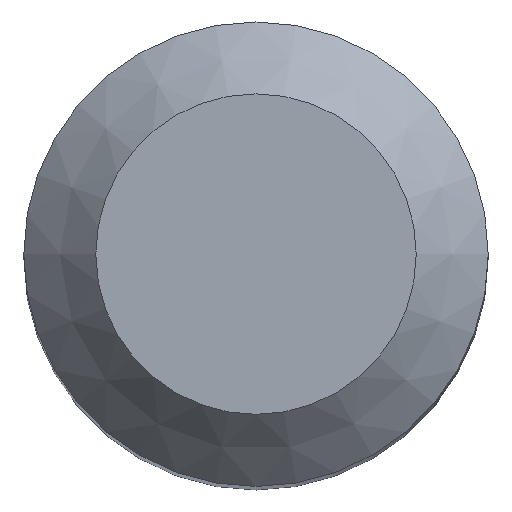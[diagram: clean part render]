
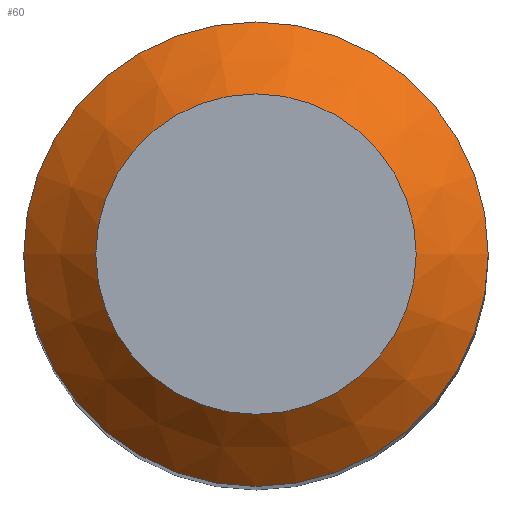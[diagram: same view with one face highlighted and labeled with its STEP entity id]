
A CAD part, top view. The second image highlights one B-rep face of the part: STEP entity #60.
In plain terms, the highlighted conical face has half-angle 45 degrees and reference radius 4 mm.
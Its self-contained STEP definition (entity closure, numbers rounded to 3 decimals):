
#43=CONICAL_SURFACE('',#217,4.,45.);
#60=ADVANCED_FACE('',(#76,#77),#43,.T.);
#76=FACE_BOUND('',#95,.T.);
#77=FACE_BOUND('',#96,.T.);
#95=EDGE_LOOP('',(#115));
#96=EDGE_LOOP('',(#116));
#115=ORIENTED_EDGE('',*,*,#143,.T.);
#116=ORIENTED_EDGE('',*,*,#144,.F.);
#132=VERTEX_POINT('',#320);
#133=VERTEX_POINT('',#323);
#143=EDGE_CURVE('',#132,#132,#153,.T.);
#144=EDGE_CURVE('',#133,#133,#154,.T.);
#153=CIRCLE('',#214,2.76);
#154=CIRCLE('',#216,4.);
#214=AXIS2_PLACEMENT_3D('',#319,#251,#252);
#216=AXIS2_PLACEMENT_3D('',#322,#255,#256);
#217=AXIS2_PLACEMENT_3D('',#324,#257,#258);
#251=DIRECTION('',(0.,0.,-1.));
#252=DIRECTION('',(-1.,0.,0.));
#255=DIRECTION('',(0.,0.,-1.));
#256=DIRECTION('',(-1.,0.,0.));
#257=DIRECTION('',(0.,0.,-1.));
#258=DIRECTION('',(-1.,0.,0.));
#319=CARTESIAN_POINT('',(0.,0.,0.));
#320=CARTESIAN_POINT('',(-2.76,0.,0.));
#322=CARTESIAN_POINT('',(0.,0.,-1.24));
#323=CARTESIAN_POINT('',(-4.,0.,-1.24));
#324=CARTESIAN_POINT('',(0.,0.,-1.24));
